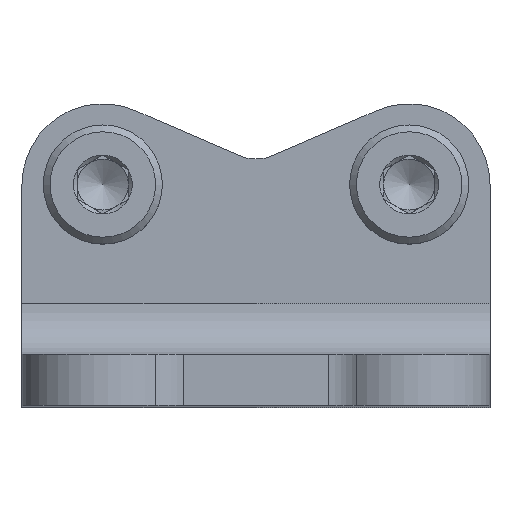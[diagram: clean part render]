
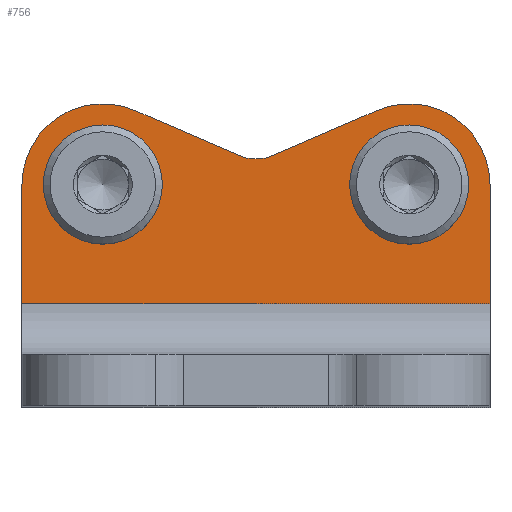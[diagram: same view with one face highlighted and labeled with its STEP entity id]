
A CAD part, top view. The second image highlights one B-rep face of the part: STEP entity #756.
In plain terms, the highlighted face is planar.
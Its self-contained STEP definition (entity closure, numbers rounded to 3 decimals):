
#88=CIRCLE('',#843,2.25);
#89=CIRCLE('',#844,2.25);
#90=CIRCLE('',#845,4.75);
#91=CIRCLE('',#846,2.5);
#92=CIRCLE('',#847,4.75);
#151=ORIENTED_EDGE('',*,*,#349,.T.);
#152=ORIENTED_EDGE('',*,*,#350,.T.);
#153=ORIENTED_EDGE('',*,*,#351,.F.);
#154=ORIENTED_EDGE('',*,*,#352,.T.);
#155=ORIENTED_EDGE('',*,*,#353,.T.);
#156=ORIENTED_EDGE('',*,*,#354,.T.);
#157=ORIENTED_EDGE('',*,*,#355,.F.);
#158=ORIENTED_EDGE('',*,*,#329,.F.);
#159=ORIENTED_EDGE('',*,*,#356,.T.);
#160=ORIENTED_EDGE('',*,*,#338,.T.);
#329=EDGE_CURVE('',#429,#430,#495,.T.);
#338=EDGE_CURVE('',#439,#438,#502,.T.);
#349=EDGE_CURVE('',#447,#447,#88,.T.);
#350=EDGE_CURVE('',#448,#448,#89,.T.);
#351=EDGE_CURVE('',#449,#438,#90,.T.);
#352=EDGE_CURVE('',#449,#450,#507,.T.);
#353=EDGE_CURVE('',#450,#451,#91,.T.);
#354=EDGE_CURVE('',#451,#452,#508,.T.);
#355=EDGE_CURVE('',#430,#452,#92,.T.);
#356=EDGE_CURVE('',#429,#439,#509,.T.);
#429=VERTEX_POINT('',#1196);
#430=VERTEX_POINT('',#1198);
#438=VERTEX_POINT('',#1215);
#439=VERTEX_POINT('',#1217);
#447=VERTEX_POINT('',#1238);
#448=VERTEX_POINT('',#1240);
#449=VERTEX_POINT('',#1242);
#450=VERTEX_POINT('',#1244);
#451=VERTEX_POINT('',#1246);
#452=VERTEX_POINT('',#1248);
#495=LINE('',#1197,#543);
#502=LINE('',#1216,#550);
#507=LINE('',#1243,#555);
#508=LINE('',#1247,#556);
#509=LINE('',#1250,#557);
#543=VECTOR('',#941,1000.);
#550=VECTOR('',#954,1000.);
#555=VECTOR('',#981,1000.);
#556=VECTOR('',#984,1000.);
#557=VECTOR('',#987,1000.);
#593=EDGE_LOOP('',(#151));
#594=EDGE_LOOP('',(#152));
#595=EDGE_LOOP('',(#153,#154,#155,#156,#157,#158,#159,#160));
#663=FACE_BOUND('',#593,.T.);
#664=FACE_BOUND('',#594,.T.);
#665=FACE_BOUND('',#595,.T.);
#732=PLANE('',#842);
#756=ADVANCED_FACE('',(#663,#664,#665),#732,.F.);
#842=AXIS2_PLACEMENT_3D('',#1236,#973,#974);
#843=AXIS2_PLACEMENT_3D('',#1237,#975,#976);
#844=AXIS2_PLACEMENT_3D('',#1239,#977,#978);
#845=AXIS2_PLACEMENT_3D('',#1241,#979,#980);
#846=AXIS2_PLACEMENT_3D('',#1245,#982,#983);
#847=AXIS2_PLACEMENT_3D('',#1249,#985,#986);
#941=DIRECTION('',(0.,1.,0.));
#954=DIRECTION('',(0.,1.,0.));
#973=DIRECTION('',(0.,0.,1.));
#974=DIRECTION('',(1.,0.,0.));
#975=DIRECTION('',(0.,0.,1.));
#976=DIRECTION('',(1.,0.,0.));
#977=DIRECTION('',(0.,0.,1.));
#978=DIRECTION('',(1.,0.,0.));
#979=DIRECTION('',(0.,0.,1.));
#980=DIRECTION('',(1.,0.,0.));
#981=DIRECTION('',(0.917,-0.398,0.));
#982=DIRECTION('',(0.,0.,1.));
#983=DIRECTION('',(1.,0.,0.));
#984=DIRECTION('',(0.917,0.398,0.));
#985=DIRECTION('',(0.,0.,1.));
#986=DIRECTION('',(1.,0.,0.));
#987=DIRECTION('',(-1.,0.,0.));
#1196=CARTESIAN_POINT('',(13.75,6.,-3.));
#1197=CARTESIAN_POINT('',(13.75,6.,-3.));
#1198=CARTESIAN_POINT('',(13.75,13.,-3.));
#1215=CARTESIAN_POINT('',(-13.75,13.,-3.));
#1216=CARTESIAN_POINT('',(-13.75,6.,-3.));
#1217=CARTESIAN_POINT('',(-13.75,6.,-3.));
#1236=CARTESIAN_POINT('',(13.75,6.,-3.));
#1237=CARTESIAN_POINT('',(-9.,13.,-3.));
#1238=CARTESIAN_POINT('',(-6.75,13.,-3.));
#1239=CARTESIAN_POINT('',(9.,13.,-3.));
#1240=CARTESIAN_POINT('',(11.25,13.,-3.));
#1241=CARTESIAN_POINT('',(-9.,13.,-3.));
#1242=CARTESIAN_POINT('',(-7.111,17.358,-3.));
#1243=CARTESIAN_POINT('',(14.594,7.948,-3.));
#1244=CARTESIAN_POINT('',(-0.994,14.706,-3.));
#1245=CARTESIAN_POINT('',(0.,17.,-3.));
#1246=CARTESIAN_POINT('',(0.994,14.706,-3.));
#1247=CARTESIAN_POINT('',(8.554,17.984,-3.));
#1248=CARTESIAN_POINT('',(7.111,17.358,-3.));
#1249=CARTESIAN_POINT('',(9.,13.,-3.));
#1250=CARTESIAN_POINT('',(13.75,6.,-3.));
